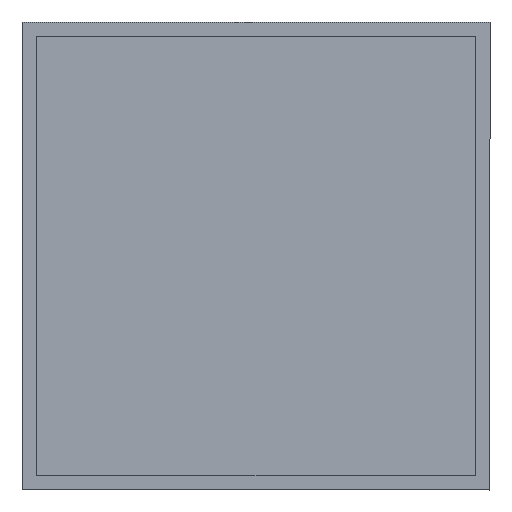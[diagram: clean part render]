
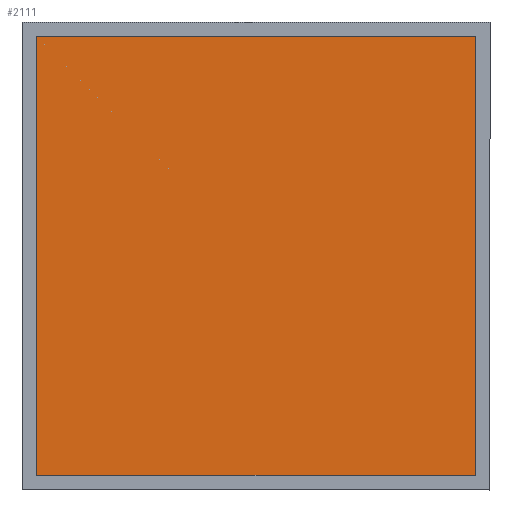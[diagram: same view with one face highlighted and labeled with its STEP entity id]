
A CAD part, front view. The second image highlights one B-rep face of the part: STEP entity #2111.
In plain terms, the highlighted planar face has unit normal (0, -1, 0).
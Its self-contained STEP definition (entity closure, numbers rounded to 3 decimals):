
#56 = DIRECTION ( 'NONE',  ( -1., 0., 0. ) ) ;
#92 = CARTESIAN_POINT ( 'NONE',  ( -279., 9.5, 279. ) ) ;
#215 = CARTESIAN_POINT ( 'NONE',  ( -279., 9.5, -279. ) ) ;
#249 = CARTESIAN_POINT ( 'NONE',  ( 0., 9.5, 0. ) ) ;
#269 = LINE ( 'NONE', #1937, #3993 ) ;
#382 = ORIENTED_EDGE ( 'NONE', *, *, #1384, .T. ) ;
#612 = DIRECTION ( 'NONE',  ( 0., 0., -1. ) ) ;
#800 = ORIENTED_EDGE ( 'NONE', *, *, #2195, .T. ) ;
#850 = VERTEX_POINT ( 'NONE', #4463 ) ;
#1144 = EDGE_CURVE ( 'NONE', #850, #4005, #269, .T. ) ;
#1157 = VERTEX_POINT ( 'NONE', #215 ) ;
#1283 = LINE ( 'NONE', #2602, #2123 ) ;
#1339 = VECTOR ( 'NONE', #4039, 1000. ) ;
#1384 = EDGE_CURVE ( 'NONE', #1157, #850, #4217, .T. ) ;
#1570 = LINE ( 'NONE', #3943, #4334 ) ;
#1787 = DIRECTION ( 'NONE',  ( 0., 0., -1. ) ) ;
#1915 = CARTESIAN_POINT ( 'NONE',  ( 279., 9.5, 279. ) ) ;
#1937 = CARTESIAN_POINT ( 'NONE',  ( 279., 9.5, 0. ) ) ;
#2024 = ORIENTED_EDGE ( 'NONE', *, *, #1144, .T. ) ;
#2034 = DIRECTION ( 'NONE',  ( 0., 0., 1. ) ) ;
#2111 = ADVANCED_FACE ( 'NONE', ( #4337 ), #4213, .T. ) ;
#2123 = VECTOR ( 'NONE', #56, 1000. ) ;
#2195 = EDGE_CURVE ( 'NONE', #4015, #1157, #1570, .T. ) ;
#2267 = ORIENTED_EDGE ( 'NONE', *, *, #4631, .T. ) ;
#2602 = CARTESIAN_POINT ( 'NONE',  ( 0., 9.5, 279. ) ) ;
#2663 = AXIS2_PLACEMENT_3D ( 'NONE', #249, #2799, #612 ) ;
#2799 = DIRECTION ( 'NONE',  ( 0., -1., 0. ) ) ;
#2856 = EDGE_LOOP ( 'NONE', ( #800, #382, #2024, #2267 ) ) ;
#3687 = CARTESIAN_POINT ( 'NONE',  ( 0., 9.5, -279. ) ) ;
#3943 = CARTESIAN_POINT ( 'NONE',  ( -279., 9.5, 0. ) ) ;
#3993 = VECTOR ( 'NONE', #2034, 1000. ) ;
#4005 = VERTEX_POINT ( 'NONE', #1915 ) ;
#4015 = VERTEX_POINT ( 'NONE', #92 ) ;
#4039 = DIRECTION ( 'NONE',  ( 1., 0., 0. ) ) ;
#4213 = PLANE ( 'NONE',  #2663 ) ;
#4217 = LINE ( 'NONE', #3687, #1339 ) ;
#4334 = VECTOR ( 'NONE', #1787, 1000. ) ;
#4337 = FACE_OUTER_BOUND ( 'NONE', #2856, .T. ) ;
#4463 = CARTESIAN_POINT ( 'NONE',  ( 279., 9.5, -279. ) ) ;
#4631 = EDGE_CURVE ( 'NONE', #4005, #4015, #1283, .T. ) ;
